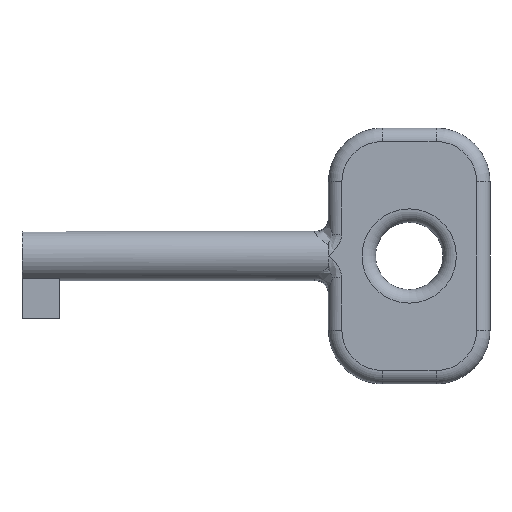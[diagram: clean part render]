
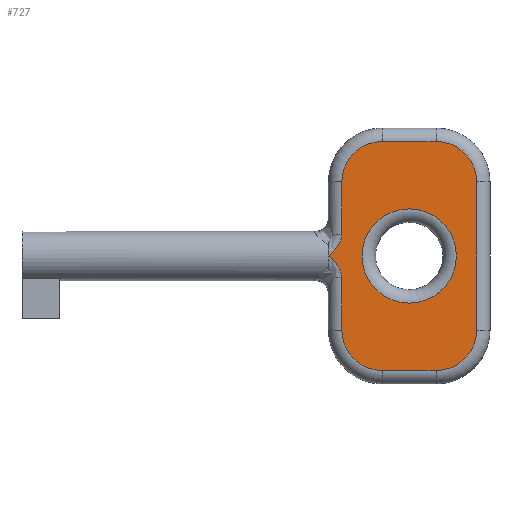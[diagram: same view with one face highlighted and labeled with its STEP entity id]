
A CAD part, front view. The second image highlights one B-rep face of the part: STEP entity #727.
In plain terms, the highlighted planar face has unit normal (0, -1, 0).
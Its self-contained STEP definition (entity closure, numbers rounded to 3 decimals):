
#21=LINE($,#1133,#59);
#22=LINE($,#1137,#60);
#23=LINE($,#1141,#61);
#24=LINE($,#1145,#62);
#25=LINE($,#1149,#63);
#59=VECTOR($,#890,3.872);
#60=VECTOR($,#893,4.);
#61=VECTOR($,#896,11.);
#62=VECTOR($,#899,4.);
#63=VECTOR($,#902,3.872);
#97=B_SPLINE_CURVE_WITH_KNOTS($,3,(#1124,#1125,#1126,#1127,#1128,#1129,
#1130,#1131),.UNSPECIFIED.,.F.,.F.,(4,1,1,2,4),(0.521,0.599,
0.638,0.717,0.717),.UNSPECIFIED.);
#98=B_SPLINE_CURVE_WITH_KNOTS($,3,(#1150,#1151,#1152,#1153,#1154,#1155,
#1156,#1157),.UNSPECIFIED.,.F.,.F.,(4,2,1,1,4),(0.,0.,
0.039,0.078,0.196),.UNSPECIFIED.);
#113=PLANE($,#783);
#145=FACE_BOUND($,#206,.T.);
#154=FACE_OUTER_BOUND($,#205,.T.);
#205=EDGE_LOOP($,(#497,#498,#499,#500,#501,#502,#503,#504,#505,#506,#507));
#206=EDGE_LOOP($,(#508));
#260=CIRCLE($,#780,3.5);
#262=CIRCLE($,#784,3.);
#263=CIRCLE($,#785,3.);
#264=CIRCLE($,#786,3.);
#265=CIRCLE($,#787,3.);
#316=VERTEX_POINT($,#1116);
#318=VERTEX_POINT($,#1122);
#319=VERTEX_POINT($,#1123);
#320=VERTEX_POINT($,#1132);
#321=VERTEX_POINT($,#1134);
#322=VERTEX_POINT($,#1136);
#323=VERTEX_POINT($,#1138);
#324=VERTEX_POINT($,#1140);
#325=VERTEX_POINT($,#1142);
#326=VERTEX_POINT($,#1144);
#327=VERTEX_POINT($,#1146);
#328=VERTEX_POINT($,#1148);
#384=EDGE_CURVE($,#316,#316,#260,.T.);
#386=EDGE_CURVE($,#318,#319,#97,.T.);
#387=EDGE_CURVE($,#320,#318,#21,.T.);
#388=EDGE_CURVE($,#321,#320,#262,.T.);
#389=EDGE_CURVE($,#322,#321,#22,.T.);
#390=EDGE_CURVE($,#323,#322,#263,.T.);
#391=EDGE_CURVE($,#324,#323,#23,.T.);
#392=EDGE_CURVE($,#325,#324,#264,.T.);
#393=EDGE_CURVE($,#326,#325,#24,.T.);
#394=EDGE_CURVE($,#327,#326,#265,.T.);
#395=EDGE_CURVE($,#328,#327,#25,.T.);
#396=EDGE_CURVE($,#319,#328,#98,.T.);
#497=ORIENTED_EDGE($,*,*,#386,.F.);
#498=ORIENTED_EDGE($,*,*,#387,.F.);
#499=ORIENTED_EDGE($,*,*,#388,.F.);
#500=ORIENTED_EDGE($,*,*,#389,.F.);
#501=ORIENTED_EDGE($,*,*,#390,.F.);
#502=ORIENTED_EDGE($,*,*,#391,.F.);
#503=ORIENTED_EDGE($,*,*,#392,.F.);
#504=ORIENTED_EDGE($,*,*,#393,.F.);
#505=ORIENTED_EDGE($,*,*,#394,.F.);
#506=ORIENTED_EDGE($,*,*,#395,.F.);
#507=ORIENTED_EDGE($,*,*,#396,.F.);
#508=ORIENTED_EDGE($,*,*,#384,.F.);
#727=ADVANCED_FACE($,(#154,#145),#113,.T.);
#780=AXIS2_PLACEMENT_3D($,#1117,#882,#883);
#783=AXIS2_PLACEMENT_3D($,#1121,#888,#889);
#784=AXIS2_PLACEMENT_3D($,#1135,#891,#892);
#785=AXIS2_PLACEMENT_3D($,#1139,#894,#895);
#786=AXIS2_PLACEMENT_3D($,#1143,#897,#898);
#787=AXIS2_PLACEMENT_3D($,#1147,#900,#901);
#882=DIRECTION('center_axis',(0.,-1.,0.));
#883=DIRECTION('ref_axis',(-1.,0.,0.));
#888=DIRECTION('center_axis',(0.,-1.,0.));
#889=DIRECTION('ref_axis',(0.,0.,-1.));
#890=DIRECTION($,(0.,0.,1.));
#891=DIRECTION('center_axis',(0.,1.,0.));
#892=DIRECTION('ref_axis',(-0.707,0.,-0.707));
#893=DIRECTION($,(-1.,0.,0.));
#894=DIRECTION('center_axis',(0.,1.,0.));
#895=DIRECTION('ref_axis',(0.707,0.,-0.707));
#896=DIRECTION($,(0.,0.,-1.));
#897=DIRECTION('center_axis',(0.,1.,0.));
#898=DIRECTION('ref_axis',(0.707,0.,0.707));
#899=DIRECTION($,(1.,0.,0.));
#900=DIRECTION('center_axis',(0.,1.,0.));
#901=DIRECTION('ref_axis',(-0.707,0.,0.707));
#902=DIRECTION($,(0.,0.,1.));
#1116=CARTESIAN_POINT('',(32.25,-1.825,0.));
#1117=CARTESIAN_POINT('Origin',(28.75,-1.825,0.));
#1121=CARTESIAN_POINT('Origin',(22.75,-1.825,9.5));
#1122=CARTESIAN_POINT('',(23.75,-1.825,-1.628));
#1123=CARTESIAN_POINT('',(22.75,-1.825,0.));
#1124=CARTESIAN_POINT('Ctrl Pts',(23.75,-1.825,-1.628));
#1125=CARTESIAN_POINT('Ctrl Pts',(23.75,-1.825,-1.366));
#1126=CARTESIAN_POINT('Ctrl Pts',(23.623,-1.825,-0.979));
#1127=CARTESIAN_POINT('Ctrl Pts',(23.238,-1.825,-0.446));
#1128=CARTESIAN_POINT('Ctrl Pts',(22.947,-1.825,-0.179));
#1129=CARTESIAN_POINT('Ctrl Pts',(22.752,-1.825,-0.002));
#1130=CARTESIAN_POINT('Ctrl Pts',(22.751,-1.825,-0.001));
#1131=CARTESIAN_POINT('Ctrl Pts',(22.75,-1.825,0.));
#1132=CARTESIAN_POINT('',(23.75,-1.825,-5.5));
#1133=CARTESIAN_POINT($,(23.75,-1.825,4.75));
#1134=CARTESIAN_POINT('',(26.75,-1.825,-8.5));
#1135=CARTESIAN_POINT('Origin',(26.75,-1.825,-5.5));
#1136=CARTESIAN_POINT('',(30.75,-1.825,-8.5));
#1137=CARTESIAN_POINT($,(22.75,-1.825,-8.5));
#1138=CARTESIAN_POINT('',(33.75,-1.825,-5.5));
#1139=CARTESIAN_POINT('Origin',(30.75,-1.825,-5.5));
#1140=CARTESIAN_POINT('',(33.75,-1.825,5.5));
#1141=CARTESIAN_POINT($,(33.75,-1.825,4.75));
#1142=CARTESIAN_POINT('',(30.75,-1.825,8.5));
#1143=CARTESIAN_POINT('Origin',(30.75,-1.825,5.5));
#1144=CARTESIAN_POINT('',(26.75,-1.825,8.5));
#1145=CARTESIAN_POINT($,(22.75,-1.825,8.5));
#1146=CARTESIAN_POINT('',(23.75,-1.825,5.5));
#1147=CARTESIAN_POINT('Origin',(26.75,-1.825,5.5));
#1148=CARTESIAN_POINT('',(23.75,-1.825,1.628));
#1149=CARTESIAN_POINT($,(23.75,-1.825,4.75));
#1150=CARTESIAN_POINT('Ctrl Pts',(22.75,-1.825,0.));
#1151=CARTESIAN_POINT('Ctrl Pts',(22.751,-1.825,0.001));
#1152=CARTESIAN_POINT('Ctrl Pts',(22.752,-1.825,0.002));
#1153=CARTESIAN_POINT('Ctrl Pts',(22.85,-1.825,0.091));
#1154=CARTESIAN_POINT('Ctrl Pts',(23.044,-1.825,0.27));
#1155=CARTESIAN_POINT('Ctrl Pts',(23.496,-1.825,0.736));
#1156=CARTESIAN_POINT('Ctrl Pts',(23.75,-1.825,1.236));
#1157=CARTESIAN_POINT('Ctrl Pts',(23.75,-1.825,1.628));
